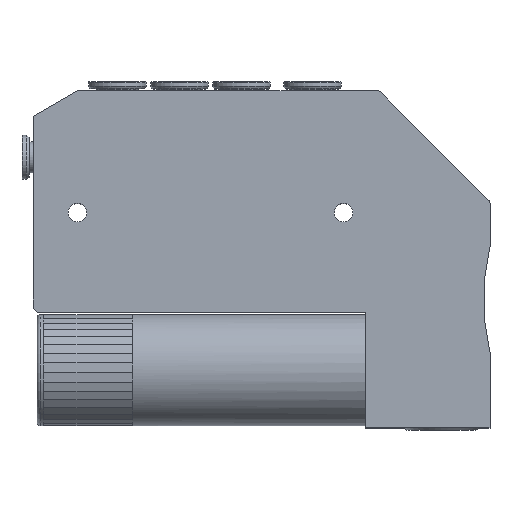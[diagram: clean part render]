
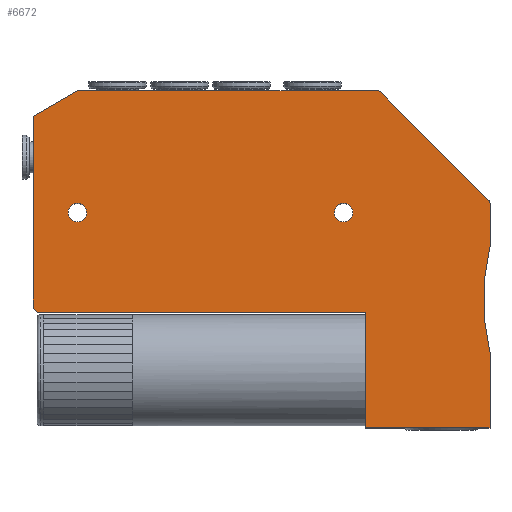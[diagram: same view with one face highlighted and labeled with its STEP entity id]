
A CAD part, top view. The second image highlights one B-rep face of the part: STEP entity #6672.
In plain terms, the highlighted planar face has unit normal (0, 0, 1).
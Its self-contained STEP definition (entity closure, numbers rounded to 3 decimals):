
#229=FACE_BOUND('',#1331,.T.);
#230=FACE_BOUND('',#1332,.T.);
#447=PLANE('',#7668);
#845=FACE_OUTER_BOUND('',#1330,.T.);
#1330=EDGE_LOOP('',(#5975,#5976,#5977,#5978,#5979,#5980,#5981,#5982,#5983,
#5984,#5985,#5986,#5987));
#1331=EDGE_LOOP('',(#5988,#5989));
#1332=EDGE_LOOP('',(#5990,#5991));
#1667=LINE('',#11956,#2008);
#1670=LINE('',#11962,#2011);
#1676=LINE('',#11992,#2017);
#1680=LINE('',#11999,#2021);
#1687=LINE('',#12032,#2028);
#1695=LINE('',#12054,#2036);
#1697=LINE('',#12058,#2038);
#1698=LINE('',#12059,#2039);
#1699=LINE('',#12061,#2040);
#1700=LINE('',#12063,#2041);
#2008=VECTOR('',#9820,10.);
#2011=VECTOR('',#9825,10.);
#2017=VECTOR('',#9855,10.);
#2021=VECTOR('',#9861,10.);
#2028=VECTOR('',#9896,10.);
#2036=VECTOR('',#9916,10.);
#2038=VECTOR('',#9920,10.);
#2039=VECTOR('',#9921,10.);
#2040=VECTOR('',#9922,10.);
#2041=VECTOR('',#9925,10.);
#2570=CIRCLE('',#7640,2.1);
#2571=CIRCLE('',#7641,2.1);
#2573=CIRCLE('',#7644,2.1);
#2574=CIRCLE('',#7645,2.1);
#2582=CIRCLE('',#7660,1.);
#2585=CIRCLE('',#7666,1.);
#2586=CIRCLE('',#7669,48.645);
#3181=VERTEX_POINT('',#11949);
#3184=VERTEX_POINT('',#11954);
#3186=VERTEX_POINT('',#11960);
#3190=VERTEX_POINT('',#11972);
#3191=VERTEX_POINT('',#11974);
#3193=VERTEX_POINT('',#11980);
#3194=VERTEX_POINT('',#11982);
#3197=VERTEX_POINT('',#11989);
#3198=VERTEX_POINT('',#11991);
#3200=VERTEX_POINT('',#11997);
#3211=VERTEX_POINT('',#12025);
#3212=VERTEX_POINT('',#12027);
#3218=VERTEX_POINT('',#12047);
#3219=VERTEX_POINT('',#12048);
#3220=VERTEX_POINT('',#12053);
#3221=VERTEX_POINT('',#12057);
#3222=VERTEX_POINT('',#12060);
#4111=EDGE_CURVE('',#3181,#3184,#1667,.T.);
#4114=EDGE_CURVE('',#3186,#3184,#1670,.T.);
#4120=EDGE_CURVE('',#3191,#3190,#2570,.T.);
#4121=EDGE_CURVE('',#3190,#3191,#2571,.T.);
#4124=EDGE_CURVE('',#3194,#3193,#2573,.T.);
#4125=EDGE_CURVE('',#3193,#3194,#2574,.T.);
#4128=EDGE_CURVE('',#3198,#3197,#1676,.T.);
#4132=EDGE_CURVE('',#3200,#3197,#1680,.T.);
#4145=EDGE_CURVE('',#3211,#3212,#2582,.T.);
#4148=EDGE_CURVE('',#3181,#3211,#1687,.T.);
#4156=EDGE_CURVE('',#3218,#3219,#2585,.T.);
#4159=EDGE_CURVE('',#3219,#3220,#1695,.T.);
#4161=EDGE_CURVE('',#3221,#3186,#1697,.T.);
#4162=EDGE_CURVE('',#3221,#3198,#1698,.T.);
#4163=EDGE_CURVE('',#3222,#3200,#1699,.T.);
#4164=EDGE_CURVE('',#3222,#3220,#2586,.T.);
#4165=EDGE_CURVE('',#3218,#3212,#1700,.T.);
#5975=ORIENTED_EDGE('',*,*,#4145,.F.);
#5976=ORIENTED_EDGE('',*,*,#4148,.F.);
#5977=ORIENTED_EDGE('',*,*,#4111,.T.);
#5978=ORIENTED_EDGE('',*,*,#4114,.F.);
#5979=ORIENTED_EDGE('',*,*,#4161,.F.);
#5980=ORIENTED_EDGE('',*,*,#4162,.T.);
#5981=ORIENTED_EDGE('',*,*,#4128,.T.);
#5982=ORIENTED_EDGE('',*,*,#4132,.F.);
#5983=ORIENTED_EDGE('',*,*,#4163,.F.);
#5984=ORIENTED_EDGE('',*,*,#4164,.T.);
#5985=ORIENTED_EDGE('',*,*,#4159,.F.);
#5986=ORIENTED_EDGE('',*,*,#4156,.F.);
#5987=ORIENTED_EDGE('',*,*,#4165,.T.);
#5988=ORIENTED_EDGE('',*,*,#4120,.T.);
#5989=ORIENTED_EDGE('',*,*,#4121,.T.);
#5990=ORIENTED_EDGE('',*,*,#4124,.T.);
#5991=ORIENTED_EDGE('',*,*,#4125,.T.);
#6672=ADVANCED_FACE('',(#845,#229,#230),#447,.T.);
#7640=AXIS2_PLACEMENT_3D('',#11975,#9838,#9839);
#7641=AXIS2_PLACEMENT_3D('',#11976,#9840,#9841);
#7644=AXIS2_PLACEMENT_3D('',#11983,#9847,#9848);
#7645=AXIS2_PLACEMENT_3D('',#11984,#9849,#9850);
#7660=AXIS2_PLACEMENT_3D('',#12028,#9890,#9891);
#7666=AXIS2_PLACEMENT_3D('',#12049,#9910,#9911);
#7668=AXIS2_PLACEMENT_3D('',#12056,#9918,#9919);
#7669=AXIS2_PLACEMENT_3D('',#12062,#9923,#9924);
#9820=DIRECTION('',(-0.866,-0.5,0.));
#9825=DIRECTION('',(0.,1.,0.));
#9838=DIRECTION('center_axis',(0.,0.,
-1.));
#9839=DIRECTION('ref_axis',(1.,0.,0.));
#9840=DIRECTION('center_axis',(0.,0.,
-1.));
#9841=DIRECTION('ref_axis',(1.,0.,0.));
#9847=DIRECTION('center_axis',(0.,0.,
-1.));
#9848=DIRECTION('ref_axis',(1.,0.,0.));
#9849=DIRECTION('center_axis',(0.,0.,
-1.));
#9850=DIRECTION('ref_axis',(1.,0.,0.));
#9855=DIRECTION('',(0.,-1.,0.));
#9861=DIRECTION('',(-1.,0.,0.));
#9890=DIRECTION('center_axis',(0.,0.,
-1.));
#9891=DIRECTION('ref_axis',(0.383,0.924,0.));
#9896=DIRECTION('',(1.,0.,0.));
#9910=DIRECTION('center_axis',(0.,0.,
-1.));
#9911=DIRECTION('ref_axis',(0.924,0.382,0.));
#9916=DIRECTION('',(0.,-1.,0.));
#9918=DIRECTION('center_axis',(0.,0.,
1.));
#9919=DIRECTION('ref_axis',(1.,0.,0.));
#9920=DIRECTION('',(-0.707,0.707,0.));
#9921=DIRECTION('',(1.,0.,0.));
#9922=DIRECTION('',(0.,-1.,0.));
#9923=DIRECTION('center_axis',(0.,0.,
-1.));
#9924=DIRECTION('ref_axis',(-0.969,-0.246,0.));
#9925=DIRECTION('',(-0.707,0.707,0.));
#11949=CARTESIAN_POINT('',(-17.402,56.148,26.));
#11954=CARTESIAN_POINT('',(-27.402,50.374,26.));
#11956=CARTESIAN_POINT('',(-27.402,50.374,26.));
#11960=CARTESIAN_POINT('',(-27.402,7.148,26.));
#11962=CARTESIAN_POINT('',(-27.402,-19.852,26.));
#11972=CARTESIAN_POINT('',(-19.502,28.648,26.));
#11974=CARTESIAN_POINT('',(-15.302,28.648,26.));
#11975=CARTESIAN_POINT('Origin',(-17.402,28.648,26.));
#11976=CARTESIAN_POINT('Origin',(-17.402,28.648,26.));
#11980=CARTESIAN_POINT('',(40.498,28.648,26.));
#11982=CARTESIAN_POINT('',(44.698,28.648,26.));
#11983=CARTESIAN_POINT('Origin',(42.598,28.648,26.));
#11984=CARTESIAN_POINT('Origin',(42.598,28.648,26.));
#11989=CARTESIAN_POINT('',(47.598,-19.852,26.));
#11991=CARTESIAN_POINT('',(47.598,6.148,26.));
#11992=CARTESIAN_POINT('',(47.598,-0.852,26.));
#11997=CARTESIAN_POINT('',(75.598,-19.852,26.));
#11999=CARTESIAN_POINT('',(75.598,-19.852,26.));
#12025=CARTESIAN_POINT('',(50.183,56.148,26.));
#12027=CARTESIAN_POINT('',(50.891,55.855,26.));
#12028=CARTESIAN_POINT('Origin',(50.183,55.148,26.));
#12032=CARTESIAN_POINT('',(-27.402,56.148,26.));
#12047=CARTESIAN_POINT('',(75.305,31.414,26.));
#12048=CARTESIAN_POINT('',(75.598,30.708,26.));
#12049=CARTESIAN_POINT('Origin',(74.598,30.708,26.));
#12053=CARTESIAN_POINT('',(75.598,21.122,26.));
#12054=CARTESIAN_POINT('',(75.598,56.148,26.));
#12056=CARTESIAN_POINT('Origin',(24.098,18.148,26.));
#12057=CARTESIAN_POINT('',(-26.402,6.148,26.));
#12058=CARTESIAN_POINT('',(-17.027,-3.227,26.));
#12059=CARTESIAN_POINT('',(35.848,6.148,26.));
#12060=CARTESIAN_POINT('',(75.598,-2.852,26.));
#12061=CARTESIAN_POINT('',(75.598,56.148,26.));
#12062=CARTESIAN_POINT('Origin',(122.743,9.135,26.));
#12063=CARTESIAN_POINT('',(65.98,40.75,26.));
